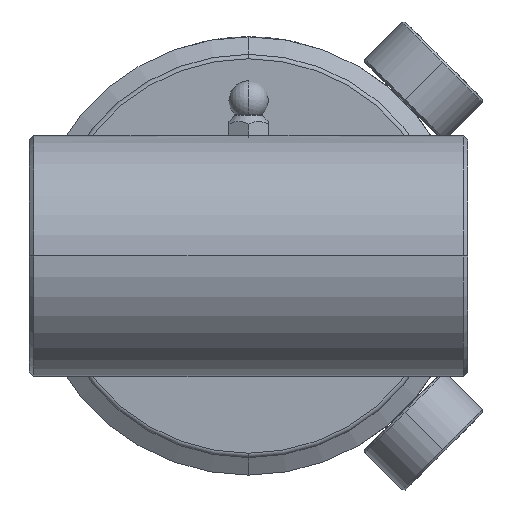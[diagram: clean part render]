
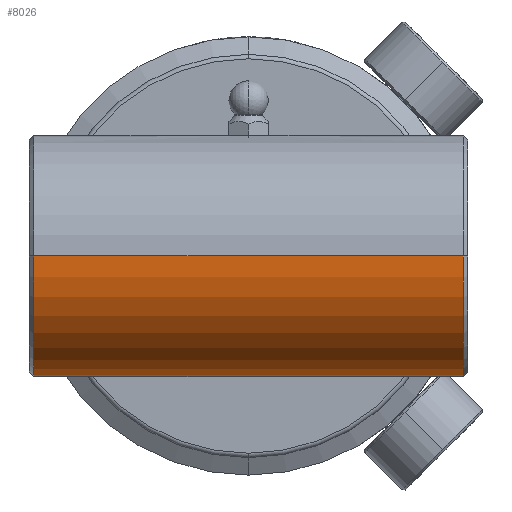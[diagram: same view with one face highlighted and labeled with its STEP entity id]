
A CAD part, left-side view. The second image highlights one B-rep face of the part: STEP entity #8026.
In plain terms, the highlighted cylindrical face has radius 27.5 mm (diameter 55 mm), a partial arc.
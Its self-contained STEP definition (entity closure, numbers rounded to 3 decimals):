
#242 = EDGE_LOOP ( 'NONE', ( #2946, #3474, #9164, #16274 ) ) ;
#245 = VERTEX_POINT ( 'NONE', #6661 ) ;
#2716 = CARTESIAN_POINT ( 'NONE',  ( -27.5, -49., 0. ) ) ;
#2798 = DIRECTION ( 'NONE',  ( 0., -1., 0. ) ) ;
#2859 = DIRECTION ( 'NONE',  ( 0., -1., 0. ) ) ;
#2946 = ORIENTED_EDGE ( 'NONE', *, *, #9716, .F. ) ;
#3033 = CARTESIAN_POINT ( 'NONE',  ( -55., -49., 0. ) ) ;
#3034 = DIRECTION ( 'NONE',  ( 1., 0., 0. ) ) ;
#3106 = CARTESIAN_POINT ( 'NONE',  ( 0., -49., 0. ) ) ;
#3316 = VERTEX_POINT ( 'NONE', #4682 ) ;
#3474 = ORIENTED_EDGE ( 'NONE', *, *, #15021, .T. ) ;
#3509 = CARTESIAN_POINT ( 'NONE',  ( -27.5, 49., 0. ) ) ;
#4223 = CYLINDRICAL_SURFACE ( 'NONE', #8244, 27.5 ) ;
#4682 = CARTESIAN_POINT ( 'NONE',  ( -55., 49., 0. ) ) ;
#5336 = CARTESIAN_POINT ( 'NONE',  ( -55., -55., 0. ) ) ;
#5601 = CARTESIAN_POINT ( 'NONE',  ( -27.5, -55., 0. ) ) ;
#5901 = CIRCLE ( 'NONE', #11173, 27.5 ) ;
#6661 = CARTESIAN_POINT ( 'NONE',  ( 0., 49., 0. ) ) ;
#7304 = VECTOR ( 'NONE', #2859, 1000. ) ;
#7735 = CIRCLE ( 'NONE', #12990, 27.5 ) ;
#7843 = DIRECTION ( 'NONE',  ( 0., -1., 0. ) ) ;
#7899 = LINE ( 'NONE', #9206, #7304 ) ;
#8014 = EDGE_CURVE ( 'NONE', #9381, #14651, #5901, .T. ) ;
#8026 = ADVANCED_FACE ( 'NONE', ( #10383 ), #4223, .T. ) ;
#8244 = AXIS2_PLACEMENT_3D ( 'NONE', #5601, #7843, #3034 ) ;
#8314 = EDGE_CURVE ( 'NONE', #245, #14651, #7899, .T. ) ;
#8523 = DIRECTION ( 'NONE',  ( 1., 0., 0. ) ) ;
#9164 = ORIENTED_EDGE ( 'NONE', *, *, #8314, .T. ) ;
#9205 = LINE ( 'NONE', #5336, #13873 ) ;
#9206 = CARTESIAN_POINT ( 'NONE',  ( 0., -55., 0. ) ) ;
#9303 = DIRECTION ( 'NONE',  ( 1., 0., 0. ) ) ;
#9381 = VERTEX_POINT ( 'NONE', #3033 ) ;
#9716 = EDGE_CURVE ( 'NONE', #3316, #9381, #9205, .T. ) ;
#10383 = FACE_OUTER_BOUND ( 'NONE', #242, .T. ) ;
#11173 = AXIS2_PLACEMENT_3D ( 'NONE', #2716, #2798, #9303 ) ;
#11997 = DIRECTION ( 'NONE',  ( 0., -1., 0. ) ) ;
#12990 = AXIS2_PLACEMENT_3D ( 'NONE', #3509, #13404, #8523 ) ;
#13404 = DIRECTION ( 'NONE',  ( 0., -1., 0. ) ) ;
#13873 = VECTOR ( 'NONE', #11997, 1000. ) ;
#14651 = VERTEX_POINT ( 'NONE', #3106 ) ;
#15021 = EDGE_CURVE ( 'NONE', #3316, #245, #7735, .T. ) ;
#16274 = ORIENTED_EDGE ( 'NONE', *, *, #8014, .F. ) ;
